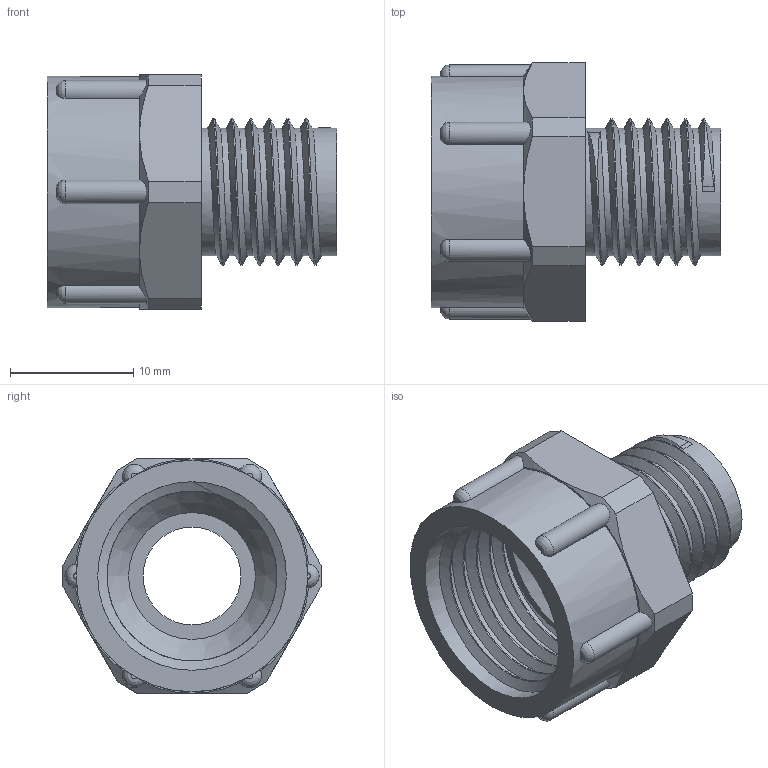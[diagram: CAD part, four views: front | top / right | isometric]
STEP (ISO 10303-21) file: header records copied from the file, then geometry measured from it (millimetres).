
FILE_DESCRIPTION(/* description */ ('Adapter sechskant M 12x1,5 / PG 9'),/* implementation_level */ '2;1');
FILE_NAME(/* name */ '11071209-RST.stp',/* time_stamp */ '2020-05-04T11:37:12+02:00',/* author */ ('sl'),/* organization */ (''),/* preprocessor_version */ 'ST-DEVELOPER v16.5',/* originating_system */ 'Autodesk Inventor 2017',/* authorisation */ '');
FILE_SCHEMA (('AUTOMOTIVE_DESIGN { 1 0 10303 214 3 1 1 }'));
Length unit declared in the file: millimetre
Products named in the file (1): 11071209
Bounding box: 23.5 x 20.93 x 19 mm (x, y, z)
Volume: 2289.4 mm3; surface area: 2835.1 mm2
Topology: 1 solids, 1 shells, 74 faces, 202 edges, 132 vertices
Faces by surface type: plane 32, cylinder 25, bspline 10, cone 7
Full cylindrical faces by diameter (mm): 7.94 x1, 10.348 x6, 15.292 x5, 18.76 x1
Entity records: 4432 total; most frequent: CARTESIAN_POINT 2960, ORIENTED_EDGE 322, DIRECTION 275, EDGE_CURVE 161, AXIS2_PLACEMENT_3D 115, VERTEX_POINT 107, EDGE_LOOP 74, FACE_OUTER_BOUND 64
